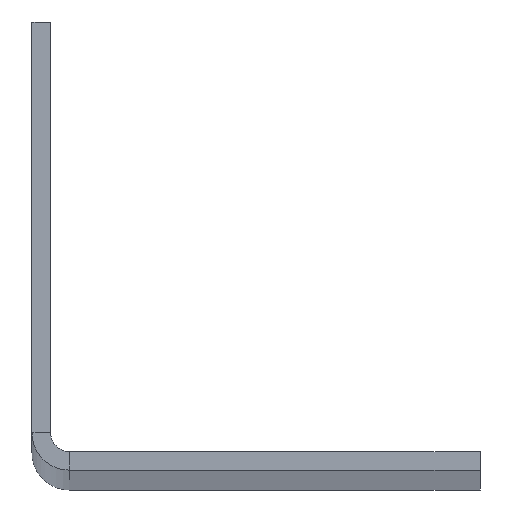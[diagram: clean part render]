
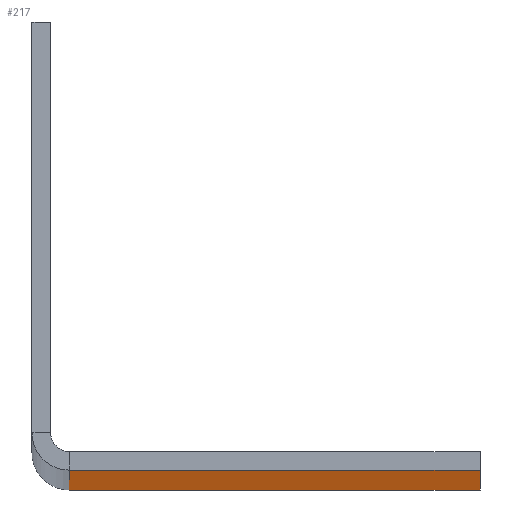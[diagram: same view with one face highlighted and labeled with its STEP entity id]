
A CAD part, top view. The second image highlights one B-rep face of the part: STEP entity #217.
In plain terms, the highlighted planar face has unit normal (0, -1, 0).
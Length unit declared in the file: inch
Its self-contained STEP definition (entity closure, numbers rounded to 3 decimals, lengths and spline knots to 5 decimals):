
#29=FACE_OUTER_BOUND('',#43,.T.);
#43=EDGE_LOOP('',(#173,#174,#175,#176));
#53=LINE('',#326,#77);
#63=LINE('',#351,#87);
#66=LINE('',#357,#90);
#67=LINE('',#358,#91);
#77=VECTOR('',#263,76.);
#87=VECTOR('',#289,2.75);
#90=VECTOR('',#294,2.75);
#91=VECTOR('',#295,76.);
#101=VERTEX_POINT('',#322);
#102=VERTEX_POINT('',#324);
#109=VERTEX_POINT('',#350);
#111=VERTEX_POINT('',#356);
#119=EDGE_CURVE('',#101,#102,#53,.T.);
#131=EDGE_CURVE('',#109,#102,#63,.T.);
#134=EDGE_CURVE('',#111,#101,#66,.T.);
#135=EDGE_CURVE('',#109,#111,#67,.T.);
#173=ORIENTED_EDGE('',*,*,#134,.T.);
#174=ORIENTED_EDGE('',*,*,#119,.T.);
#175=ORIENTED_EDGE('',*,*,#131,.F.);
#176=ORIENTED_EDGE('',*,*,#135,.T.);
#204=PLANE('',#243);
#217=ADVANCED_FACE('',(#29),#204,.F.);
#243=AXIS2_PLACEMENT_3D('',#355,#292,#293);
#263=DIRECTION('',(0.,0.,-1.));
#289=DIRECTION('',(-1.,0.,0.));
#292=DIRECTION('center_axis',(0.,1.,0.));
#293=DIRECTION('ref_axis',(1.,0.,0.));
#294=DIRECTION('',(-1.,0.,0.));
#295=DIRECTION('',(0.,0.,1.));
#322=CARTESIAN_POINT('',(0.25,-1.5,38.));
#324=CARTESIAN_POINT('',(0.25,-1.5,-38.));
#326=CARTESIAN_POINT('',(0.25,-1.5,38.));
#350=CARTESIAN_POINT('',(3.,-1.5,-38.));
#351=CARTESIAN_POINT('',(3.,-1.5,-38.));
#355=CARTESIAN_POINT('Origin',(0.25,-1.5,38.));
#356=CARTESIAN_POINT('',(3.,-1.5,38.));
#357=CARTESIAN_POINT('',(3.,-1.5,38.));
#358=CARTESIAN_POINT('',(3.,-1.5,-38.));
